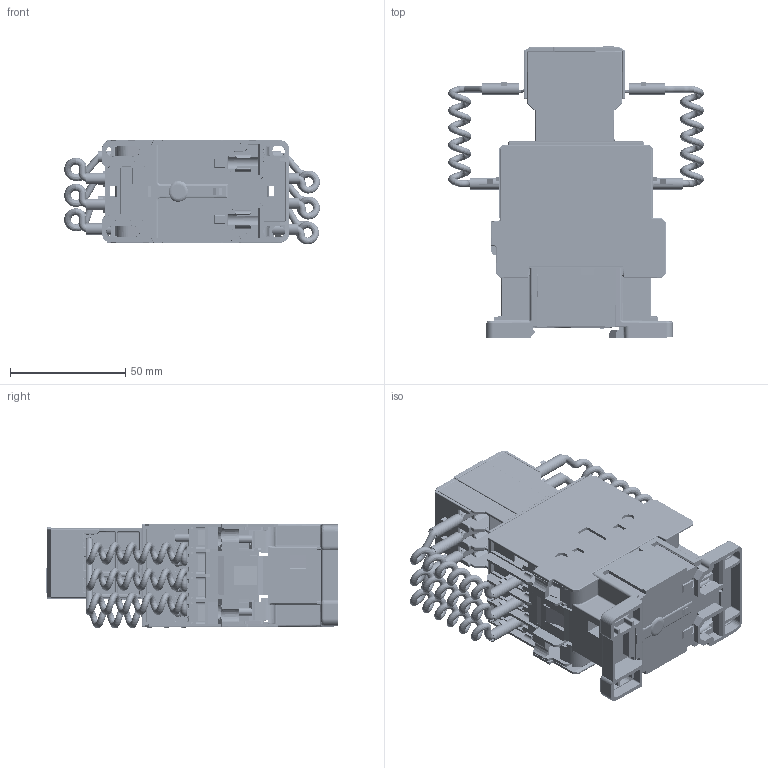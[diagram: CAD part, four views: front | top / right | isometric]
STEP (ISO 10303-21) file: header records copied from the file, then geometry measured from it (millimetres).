
FILE_DESCRIPTION((''),'2;1');
FILE_NAME('CEM_CN18','2017-08-17T',('aljaz.cop'),('Audax d.o.o.'),'CREO PARAMETRIC BY PTC INC, 2015380','CREO PARAMETRIC BY PTC INC, 2015380','');
FILE_SCHEMA(('CONFIG_CONTROL_DESIGN'));
Products named in the file (1): CEM_CN18
Bounding box: 111.1 x 127 x 45.55 mm (x, y, z)
Volume: 115617.5 mm3; surface area: 116999.3 mm2
Topology: 26 solids, 40 shells, 6704 faces, 17722 edges, 10846 vertices
Faces by surface type: plane 3396, cylinder 1791, bspline 1078, sphere 197, torus 133, cone 62, extrusion 47
Entity records: 277378 total; most frequent: CARTESIAN_POINT 122627, ORIENTED_EDGE 34746, DIRECTION 27555, EDGE_CURVE 17487, VERTEX_POINT 10846, VECTOR 10663, LINE 10616, AXIS2_PLACEMENT_3D 8446
